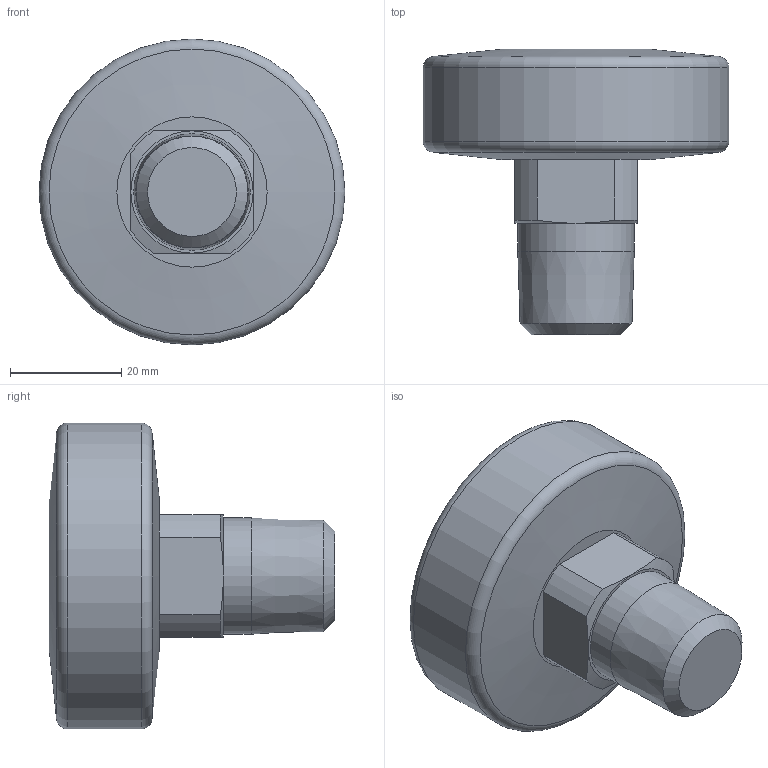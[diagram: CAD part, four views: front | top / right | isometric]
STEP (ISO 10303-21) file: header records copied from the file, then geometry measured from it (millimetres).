
FILE_DESCRIPTION(/* description */ (''),/* implementation_level */ '2;1');
FILE_NAME(/* name */ '31999W.stp',/* time_stamp */ '2018-02-02T13:08:12+01:00',/* author */ ('acgl'),/* organization */ (''),/* preprocessor_version */ 'ST-DEVELOPER v15.6',/* originating_system */ 'Autodesk Inventor 2015',/* authorisation */ '');
FILE_SCHEMA (('AUTOMOTIVE_DESIGN { 1 0 10303 214 3 1 1 }'));
Length unit declared in the file: centimetre
Products named in the file (1): 31999W
Bounding box: 55 x 51.3 x 55 mm (x, y, z)
Volume: 55552.5 mm3; surface area: 9546.5 mm2
Topology: 1 solids, 1 shells, 26 faces, 53 edges, 32 vertices
Faces by surface type: plane 9, cone 8, cylinder 7, torus 2
Full cylindrical faces by diameter (mm): 10.1 x1, 20.925 x1, 55 x1
Entity records: 699 total; most frequent: CARTESIAN_POINT 119, DIRECTION 114, ORIENTED_EDGE 88, AXIS2_PLACEMENT_3D 51, EDGE_CURVE 44, EDGE_LOOP 38, VERTEX_POINT 32, STYLED_ITEM 27
